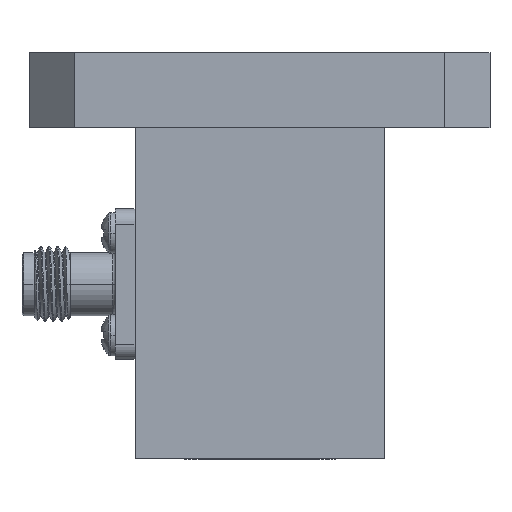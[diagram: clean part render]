
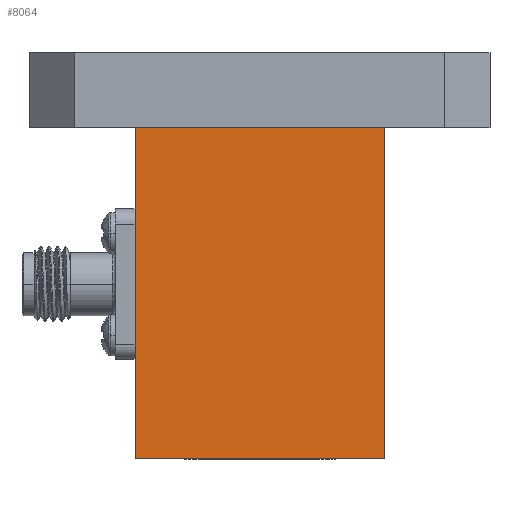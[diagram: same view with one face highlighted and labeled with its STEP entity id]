
A CAD part, left-side view. The second image highlights one B-rep face of the part: STEP entity #8064.
In plain terms, the highlighted planar face has unit normal (-1, 0, 0).
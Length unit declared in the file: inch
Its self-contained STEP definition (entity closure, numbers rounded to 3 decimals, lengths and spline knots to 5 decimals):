
#1599 = VECTOR ( 'NONE', #5334, 39.37008 ) ;
#1634 = AXIS2_PLACEMENT_3D ( 'NONE', #10012, #10347, #22280 ) ;
#1662 = CARTESIAN_POINT ( 'NONE',  ( -0.789, 0.41461, -0.25 ) ) ;
#1792 = VERTEX_POINT ( 'NONE', #19603 ) ;
#2047 = CARTESIAN_POINT ( 'NONE',  ( -0.789, 0.41461, -1.35039 ) ) ;
#3269 = LINE ( 'NONE', #1662, #5926 ) ;
#4466 = DIRECTION ( 'NONE',  ( 0., 0., -1. ) ) ;
#4646 = VERTEX_POINT ( 'NONE', #21319 ) ;
#4800 = CARTESIAN_POINT ( 'NONE',  ( -0.789, -0.41461, -0.25 ) ) ;
#5334 = DIRECTION ( 'NONE',  ( 0., 1., 0. ) ) ;
#5654 = ORIENTED_EDGE ( 'NONE', *, *, #15525, .F. ) ;
#5926 = VECTOR ( 'NONE', #12136, 39.37008 ) ;
#6493 = LINE ( 'NONE', #4800, #17280 ) ;
#6900 = PLANE ( 'NONE',  #1634 ) ;
#7112 = CARTESIAN_POINT ( 'NONE',  ( -0.789, 0.41461, -0.25 ) ) ;
#8064 = ADVANCED_FACE ( 'NONE', ( #17060 ), #6900, .T. ) ;
#8966 = VECTOR ( 'NONE', #20779, 39.37008 ) ;
#9036 = ORIENTED_EDGE ( 'NONE', *, *, #12401, .F. ) ;
#9211 = EDGE_LOOP ( 'NONE', ( #10463, #9036, #11436, #5654 ) ) ;
#10012 = CARTESIAN_POINT ( 'NONE',  ( -0.789, -0.765, -0.25 ) ) ;
#10347 = DIRECTION ( 'NONE',  ( -1., 0., 0. ) ) ;
#10463 = ORIENTED_EDGE ( 'NONE', *, *, #11837, .F. ) ;
#11436 = ORIENTED_EDGE ( 'NONE', *, *, #19171, .F. ) ;
#11837 = EDGE_CURVE ( 'NONE', #1792, #22428, #14012, .T. ) ;
#12136 = DIRECTION ( 'NONE',  ( 0., 0., 1. ) ) ;
#12401 = EDGE_CURVE ( 'NONE', #17928, #1792, #6493, .T. ) ;
#13967 = LINE ( 'NONE', #7112, #8966 ) ;
#14012 = LINE ( 'NONE', #2047, #1599 ) ;
#14224 = CARTESIAN_POINT ( 'NONE',  ( -0.789, 0.41461, -1.35039 ) ) ;
#15525 = EDGE_CURVE ( 'NONE', #22428, #4646, #3269, .T. ) ;
#17060 = FACE_OUTER_BOUND ( 'NONE', #9211, .T. ) ;
#17280 = VECTOR ( 'NONE', #4466, 39.37008 ) ;
#17928 = VERTEX_POINT ( 'NONE', #20145 ) ;
#19171 = EDGE_CURVE ( 'NONE', #4646, #17928, #13967, .T. ) ;
#19603 = CARTESIAN_POINT ( 'NONE',  ( -0.789, -0.41461, -1.35039 ) ) ;
#20145 = CARTESIAN_POINT ( 'NONE',  ( -0.789, -0.41461, -0.25 ) ) ;
#20779 = DIRECTION ( 'NONE',  ( 0., -1., 0. ) ) ;
#21319 = CARTESIAN_POINT ( 'NONE',  ( -0.789, 0.41461, -0.25 ) ) ;
#22280 = DIRECTION ( 'NONE',  ( 0., 0., 1. ) ) ;
#22428 = VERTEX_POINT ( 'NONE', #14224 ) ;
